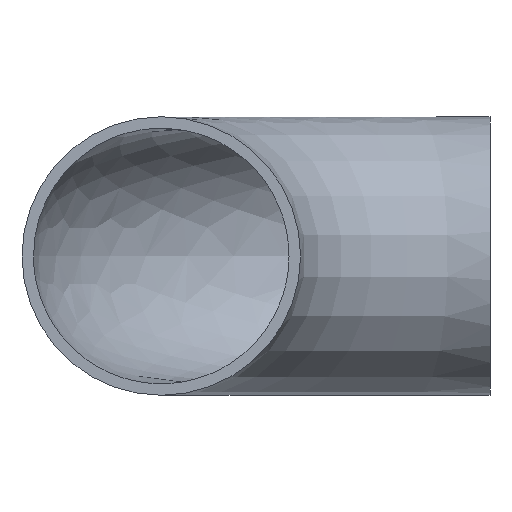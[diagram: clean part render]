
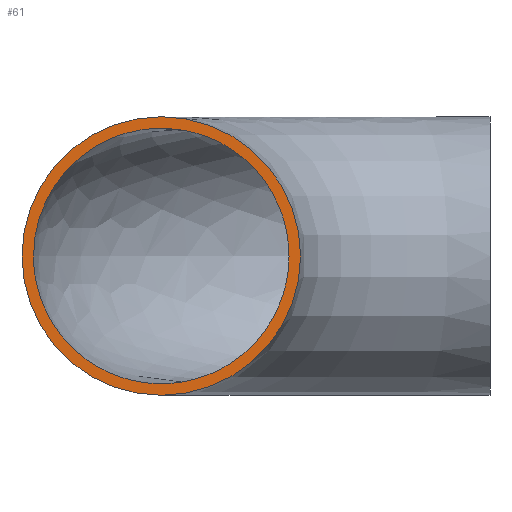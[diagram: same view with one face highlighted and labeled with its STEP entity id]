
A CAD part, front view. The second image highlights one B-rep face of the part: STEP entity #61.
In plain terms, the highlighted planar face has unit normal (0, -1, 0).
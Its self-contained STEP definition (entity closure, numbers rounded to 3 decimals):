
#16=FACE_BOUND('',#29,.T.);
#18=CIRCLE('',#89,24.15);
#20=PLANE('',#88);
#23=FACE_OUTER_BOUND('',#28,.T.);
#28=EDGE_LOOP('',(#51));
#29=EDGE_LOOP('',(#52));
#31=B_SPLINE_CURVE_WITH_KNOTS('',3,(#246,#247,#248,#249,#250,#251,#252,
#253,#254,#255,#256,#257,#258,#259,#260,#261,#262,#263),.UNSPECIFIED.,.T.,
 .F.,(4,1,1,1,1,1,1,1,1,1,1,1,1,1,1,4),(0.,0.071,0.143,
0.19,0.238,0.286,0.333,
0.429,0.524,0.571,0.619,
0.714,0.786,0.857,0.929,
1.),.UNSPECIFIED.);
#35=VERTEX_POINT('',#245);
#38=VERTEX_POINT('',#295);
#39=EDGE_CURVE('',#35,#35,#31,.T.);
#43=EDGE_CURVE('',#38,#38,#18,.T.);
#51=ORIENTED_EDGE('',*,*,#43,.F.);
#52=ORIENTED_EDGE('',*,*,#39,.T.);
#61=ADVANCED_FACE('',(#23,#16),#20,.F.);
#88=AXIS2_PLACEMENT_3D('',#294,#96,#97);
#89=AXIS2_PLACEMENT_3D('',#296,#98,#99);
#96=DIRECTION('center_axis',(0.,1.,0.));
#97=DIRECTION('ref_axis',(0.,0.,1.));
#98=DIRECTION('center_axis',(0.,1.,0.));
#99=DIRECTION('ref_axis',(1.,0.,0.));
#245=CARTESIAN_POINT('',(-22.15,0.,0.));
#246=CARTESIAN_POINT('Ctrl Pts',(-22.15,0.,0.));
#247=CARTESIAN_POINT('Ctrl Pts',(-22.15,0.,3.314));
#248=CARTESIAN_POINT('Ctrl Pts',(-20.639,0.,
9.94));
#249=CARTESIAN_POINT('Ctrl Pts',(-14.987,0.,17.022));
#250=CARTESIAN_POINT('Ctrl Pts',(-8.214,0.,
20.928));
#251=CARTESIAN_POINT('Ctrl Pts',(-1.679,0.,
22.422));
#252=CARTESIAN_POINT('Ctrl Pts',(5.,0.,
21.914));
#253=CARTESIAN_POINT('Ctrl Pts',(13.329,0.,
18.668));
#254=CARTESIAN_POINT('Ctrl Pts',(21.19,0.,
10.206));
#255=CARTESIAN_POINT('Ctrl Pts',(22.907,0.,
-1.219));
#256=CARTESIAN_POINT('Ctrl Pts',(20.25,0.,
-9.75));
#257=CARTESIAN_POINT('Ctrl Pts',(15.234,0.,
-17.153));
#258=CARTESIAN_POINT('Ctrl Pts',(6.236,0.,
-22.344));
#259=CARTESIAN_POINT('Ctrl Pts',(-5.101,0.,
-22.327));
#260=CARTESIAN_POINT('Ctrl Pts',(-14.28,0.,
-17.912));
#261=CARTESIAN_POINT('Ctrl Pts',(-20.639,0.,
-9.937));
#262=CARTESIAN_POINT('Ctrl Pts',(-22.15,0.,-3.314));
#263=CARTESIAN_POINT('Ctrl Pts',(-22.15,0.,0.));
#294=CARTESIAN_POINT('Origin',(0.,0.,0.));
#295=CARTESIAN_POINT('',(-24.15,0.,0.));
#296=CARTESIAN_POINT('Origin',(0.,0.,0.));
